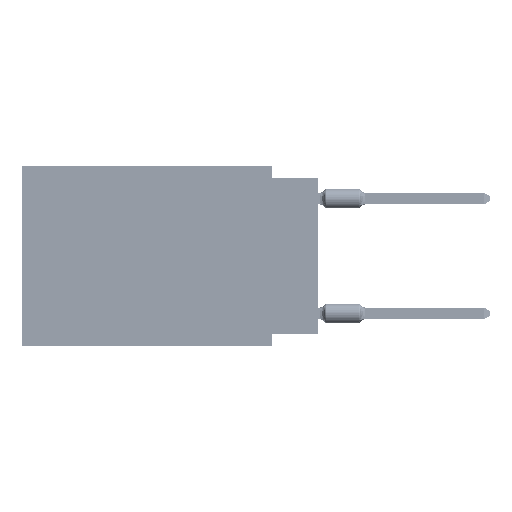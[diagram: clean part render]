
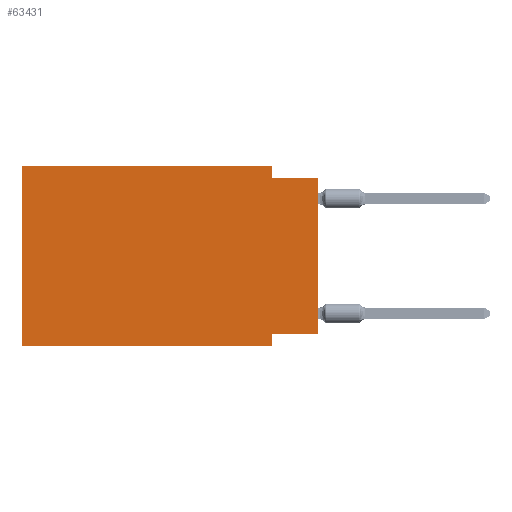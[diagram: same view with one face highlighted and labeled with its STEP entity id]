
A CAD part, left-side view. The second image highlights one B-rep face of the part: STEP entity #63431.
In plain terms, the highlighted planar face has unit normal (-1, 0, 0).
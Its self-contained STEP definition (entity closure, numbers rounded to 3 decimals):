
#1558 = VERTEX_POINT ( 'NONE', #6669 ) ;
#2209 = CARTESIAN_POINT ( 'NONE',  ( 0., 16.383, 0. ) ) ;
#2403 = CARTESIAN_POINT ( 'NONE',  ( 0., 0., -9.271 ) ) ;
#2892 = ORIENTED_EDGE ( 'NONE', *, *, #15110, .F. ) ;
#3796 = VERTEX_POINT ( 'NONE', #2403 ) ;
#6372 = ORIENTED_EDGE ( 'NONE', *, *, #17133, .F. ) ;
#6669 = CARTESIAN_POINT ( 'NONE',  ( 0., 2.54, -0.635 ) ) ;
#7573 = CARTESIAN_POINT ( 'NONE',  ( 0., 2.54, -9.271 ) ) ;
#8687 = DIRECTION ( 'NONE',  ( 0., 0., 1. ) ) ;
#9024 = LINE ( 'NONE', #14171, #42869 ) ;
#9069 = DIRECTION ( 'NONE',  ( 0., 1., 0. ) ) ;
#12322 = LINE ( 'NONE', #44451, #24872 ) ;
#14171 = CARTESIAN_POINT ( 'NONE',  ( 0., 16.383, 0. ) ) ;
#15110 = EDGE_CURVE ( 'NONE', #1558, #39812, #12322, .T. ) ;
#15211 = ORIENTED_EDGE ( 'NONE', *, *, #28949, .T. ) ;
#16842 = CARTESIAN_POINT ( 'NONE',  ( 0., 16.383, 0. ) ) ;
#16996 = ORIENTED_EDGE ( 'NONE', *, *, #50364, .F. ) ;
#17133 = EDGE_CURVE ( 'NONE', #55852, #62822, #18269, .T. ) ;
#17640 = CARTESIAN_POINT ( 'NONE',  ( 0., 16.383, -9.906 ) ) ;
#18269 = LINE ( 'NONE', #2209, #46934 ) ;
#19350 = CARTESIAN_POINT ( 'NONE',  ( 0., 2.54, -9.906 ) ) ;
#21899 = CARTESIAN_POINT ( 'NONE',  ( 0., 2.54, 0. ) ) ;
#23785 = DIRECTION ( 'NONE',  ( 0., -1., 0. ) ) ;
#23973 = ORIENTED_EDGE ( 'NONE', *, *, #25679, .F. ) ;
#24872 = VECTOR ( 'NONE', #54717, 1000. ) ;
#25500 = DIRECTION ( 'NONE',  ( 0., 0., -1. ) ) ;
#25679 = EDGE_CURVE ( 'NONE', #62822, #48448, #9024, .T. ) ;
#25849 = CARTESIAN_POINT ( 'NONE',  ( 0., 16.383, 0. ) ) ;
#26546 = ORIENTED_EDGE ( 'NONE', *, *, #33520, .F. ) ;
#27007 = EDGE_LOOP ( 'NONE', ( #15211, #2892, #16996, #23973, #6372, #51975, #38748, #26546 ) ) ;
#27034 = LINE ( 'NONE', #21899, #48440 ) ;
#27641 = VECTOR ( 'NONE', #28678, 1000. ) ;
#28563 = EDGE_CURVE ( 'NONE', #55852, #57111, #28916, .T. ) ;
#28678 = DIRECTION ( 'NONE',  ( 0., 0., 1. ) ) ;
#28916 = LINE ( 'NONE', #17640, #57201 ) ;
#28949 = EDGE_CURVE ( 'NONE', #3796, #39812, #50220, .T. ) ;
#29363 = EDGE_CURVE ( 'NONE', #38930, #57111, #45674, .T. ) ;
#29602 = CARTESIAN_POINT ( 'NONE',  ( 0., 0., -9.271 ) ) ;
#30767 = CARTESIAN_POINT ( 'NONE',  ( 0., 2.54, 0. ) ) ;
#33485 = CARTESIAN_POINT ( 'NONE',  ( 0., 16.383, -9.906 ) ) ;
#33520 = EDGE_CURVE ( 'NONE', #3796, #38930, #50460, .T. ) ;
#35072 = DIRECTION ( 'NONE',  ( 0., 0., -1. ) ) ;
#35303 = AXIS2_PLACEMENT_3D ( 'NONE', #25849, #45689, #25500 ) ;
#38647 = DIRECTION ( 'NONE',  ( 0., 0., -1. ) ) ;
#38748 = ORIENTED_EDGE ( 'NONE', *, *, #29363, .F. ) ;
#38930 = VERTEX_POINT ( 'NONE', #7573 ) ;
#39812 = VERTEX_POINT ( 'NONE', #61330 ) ;
#42869 = VECTOR ( 'NONE', #50768, 1000. ) ;
#44451 = CARTESIAN_POINT ( 'NONE',  ( 0., 0., -0.635 ) ) ;
#45674 = LINE ( 'NONE', #19350, #63780 ) ;
#45689 = DIRECTION ( 'NONE',  ( 1., 0., 0. ) ) ;
#46506 = CARTESIAN_POINT ( 'NONE',  ( 0., 2.54, -9.906 ) ) ;
#46934 = VECTOR ( 'NONE', #8687, 1000. ) ;
#48440 = VECTOR ( 'NONE', #38647, 1000. ) ;
#48448 = VERTEX_POINT ( 'NONE', #30767 ) ;
#50220 = LINE ( 'NONE', #50899, #27641 ) ;
#50364 = EDGE_CURVE ( 'NONE', #48448, #1558, #27034, .T. ) ;
#50460 = LINE ( 'NONE', #29602, #60399 ) ;
#50768 = DIRECTION ( 'NONE',  ( 0., -1., 0. ) ) ;
#50899 = CARTESIAN_POINT ( 'NONE',  ( 0., 0., 0. ) ) ;
#51975 = ORIENTED_EDGE ( 'NONE', *, *, #28563, .T. ) ;
#54717 = DIRECTION ( 'NONE',  ( 0., -1., 0. ) ) ;
#55852 = VERTEX_POINT ( 'NONE', #33485 ) ;
#56302 = PLANE ( 'NONE',  #35303 ) ;
#56976 = FACE_OUTER_BOUND ( 'NONE', #27007, .T. ) ;
#57111 = VERTEX_POINT ( 'NONE', #46506 ) ;
#57201 = VECTOR ( 'NONE', #23785, 1000. ) ;
#60399 = VECTOR ( 'NONE', #9069, 1000. ) ;
#61330 = CARTESIAN_POINT ( 'NONE',  ( 0., 0., -0.635 ) ) ;
#62822 = VERTEX_POINT ( 'NONE', #16842 ) ;
#63431 = ADVANCED_FACE ( 'NONE', ( #56976 ), #56302, .F. ) ;
#63780 = VECTOR ( 'NONE', #35072, 1000. ) ;
